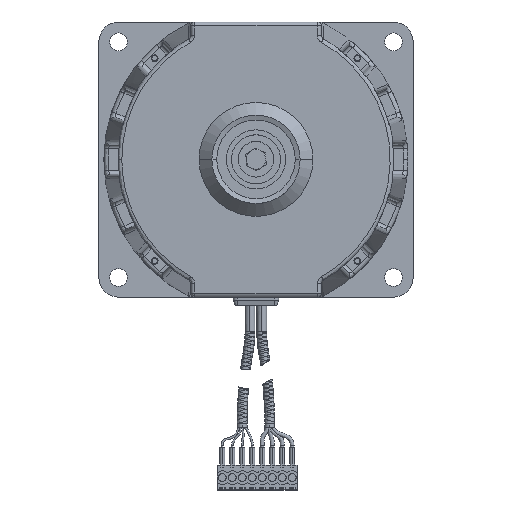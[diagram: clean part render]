
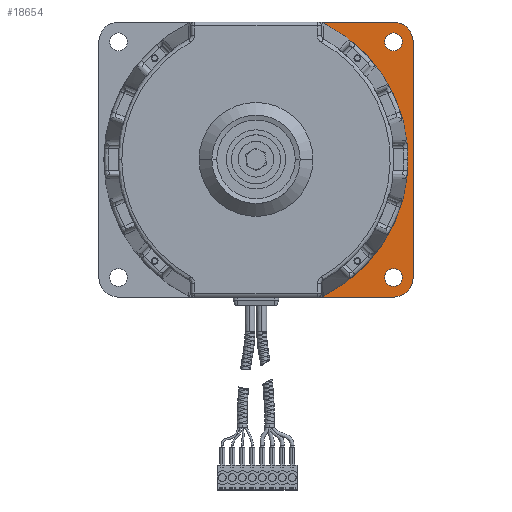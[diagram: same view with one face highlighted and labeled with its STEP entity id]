
A CAD part, top view. The second image highlights one B-rep face of the part: STEP entity #18654.
In plain terms, the highlighted planar face has unit normal (0, 0, 1).
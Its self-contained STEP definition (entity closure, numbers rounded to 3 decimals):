
#392 = CARTESIAN_POINT ( 'NONE',  ( 32.806, -70., 8. ) ) ;
#1073 = CIRCLE ( 'NONE', #36305, 4.5 ) ;
#1256 = VECTOR ( 'NONE', #63042, 1000. ) ;
#1330 = CIRCLE ( 'NONE', #9299, 4.5 ) ;
#1819 = EDGE_CURVE ( 'NONE', #37115, #40794, #38150, .T. ) ;
#1958 = DIRECTION ( 'NONE',  ( 0., 0., -1. ) ) ;
#2892 = DIRECTION ( 'NONE',  ( -1., 0., 0. ) ) ;
#3572 = VERTEX_POINT ( 'NONE', #10367 ) ;
#3870 = EDGE_LOOP ( 'NONE', ( #48456, #65108 ) ) ;
#4942 = CIRCLE ( 'NONE', #26002, 10. ) ;
#4947 = CARTESIAN_POINT ( 'NONE',  ( 70., 60., 8. ) ) ;
#5276 = AXIS2_PLACEMENT_3D ( 'NONE', #24796, #60171, #29916 ) ;
#7682 = ORIENTED_EDGE ( 'NONE', *, *, #29837, .T. ) ;
#8422 = DIRECTION ( 'NONE',  ( 0., 0., -1. ) ) ;
#8459 = CARTESIAN_POINT ( 'NONE',  ( 74.5, -60., 8. ) ) ;
#8783 = DIRECTION ( 'NONE',  ( 0., 0., -1. ) ) ;
#9159 = AXIS2_PLACEMENT_3D ( 'NONE', #43998, #13715, #49066 ) ;
#9177 = ORIENTED_EDGE ( 'NONE', *, *, #29243, .T. ) ;
#9299 = AXIS2_PLACEMENT_3D ( 'NONE', #16474, #51794, #21564 ) ;
#10036 = DIRECTION ( 'NONE',  ( -1., 0., 0. ) ) ;
#10337 = AXIS2_PLACEMENT_3D ( 'NONE', #12946, #48313, #18073 ) ;
#10367 = CARTESIAN_POINT ( 'NONE',  ( 33.675, -69.801, 8. ) ) ;
#10462 = DIRECTION ( 'NONE',  ( 0., 0., -1. ) ) ;
#10796 = CARTESIAN_POINT ( 'NONE',  ( 80., -60., 8. ) ) ;
#10892 = CARTESIAN_POINT ( 'NONE',  ( 70., 70., 8. ) ) ;
#11421 = FACE_BOUND ( 'NONE', #18580, .T. ) ;
#11691 = CARTESIAN_POINT ( 'NONE',  ( -70., -70., 8. ) ) ;
#12260 = CARTESIAN_POINT ( 'NONE',  ( 65.5, -60., 8. ) ) ;
#12336 = VERTEX_POINT ( 'NONE', #56307 ) ;
#12946 = CARTESIAN_POINT ( 'NONE',  ( 32.523, -70., 8. ) ) ;
#13326 = VERTEX_POINT ( 'NONE', #27708 ) ;
#13467 = VECTOR ( 'NONE', #2892, 1000. ) ;
#13715 = DIRECTION ( 'NONE',  ( 0., 0., -1. ) ) ;
#14893 = EDGE_CURVE ( 'NONE', #13326, #65424, #34184, .T. ) ;
#16474 = CARTESIAN_POINT ( 'NONE',  ( 70., 60., 8. ) ) ;
#16768 = CARTESIAN_POINT ( 'NONE',  ( 70., -70., 8. ) ) ;
#18073 = DIRECTION ( 'NONE',  ( 1., 0., 0. ) ) ;
#18294 = DIRECTION ( 'NONE',  ( 0., 0., -1. ) ) ;
#18391 = ORIENTED_EDGE ( 'NONE', *, *, #1819, .T. ) ;
#18580 = EDGE_LOOP ( 'NONE', ( #60734, #7682 ) ) ;
#18591 = EDGE_LOOP ( 'NONE', ( #18391, #43115, #27255, #44242, #34897, #20040, #9177, #30680 ) ) ;
#18654 = ADVANCED_FACE ( 'NONE', ( #24866, #11421, #63646 ), #58268, .T. ) ;
#18892 = EDGE_CURVE ( 'NONE', #3572, #37115, #33520, .T. ) ;
#20040 = ORIENTED_EDGE ( 'NONE', *, *, #14893, .T. ) ;
#21229 = EDGE_CURVE ( 'NONE', #43109, #12336, #1330, .T. ) ;
#21564 = DIRECTION ( 'NONE',  ( -1., 0., 0. ) ) ;
#21842 = AXIS2_PLACEMENT_3D ( 'NONE', #38660, #8422, #43774 ) ;
#21949 = AXIS2_PLACEMENT_3D ( 'NONE', #39024, #8783, #44129 ) ;
#22602 = CARTESIAN_POINT ( 'NONE',  ( 80., 60., 8. ) ) ;
#22730 = CIRCLE ( 'NONE', #33749, 77.5 ) ;
#23915 = CARTESIAN_POINT ( 'NONE',  ( 80., 60., 8. ) ) ;
#24796 = CARTESIAN_POINT ( 'NONE',  ( 32.806, 68., 8. ) ) ;
#24866 = FACE_OUTER_BOUND ( 'NONE', #18591, .T. ) ;
#26002 = AXIS2_PLACEMENT_3D ( 'NONE', #32294, #1958, #37338 ) ;
#26922 = LINE ( 'NONE', #48007, #13467 ) ;
#27255 = ORIENTED_EDGE ( 'NONE', *, *, #47329, .T. ) ;
#27708 = CARTESIAN_POINT ( 'NONE',  ( 32.806, 70., 8. ) ) ;
#28355 = VERTEX_POINT ( 'NONE', #10892 ) ;
#29243 = EDGE_CURVE ( 'NONE', #65424, #3572, #22730, .T. ) ;
#29439 = AXIS2_PLACEMENT_3D ( 'NONE', #40729, #10462, #45826 ) ;
#29837 = EDGE_CURVE ( 'NONE', #52460, #38488, #52635, .T. ) ;
#29916 = DIRECTION ( 'NONE',  ( 0., 1., 0. ) ) ;
#30680 = ORIENTED_EDGE ( 'NONE', *, *, #18892, .T. ) ;
#32294 = CARTESIAN_POINT ( 'NONE',  ( 70., 60., 8. ) ) ;
#33520 = CIRCLE ( 'NONE', #29439, 2. ) ;
#33749 = AXIS2_PLACEMENT_3D ( 'NONE', #48525, #18294, #53600 ) ;
#33879 = EDGE_CURVE ( 'NONE', #28355, #35572, #4942, .T. ) ;
#34184 = CIRCLE ( 'NONE', #5276, 2. ) ;
#34750 = EDGE_CURVE ( 'NONE', #28355, #13326, #26922, .T. ) ;
#34849 = EDGE_CURVE ( 'NONE', #38488, #52460, #56089, .T. ) ;
#34897 = ORIENTED_EDGE ( 'NONE', *, *, #34750, .T. ) ;
#35572 = VERTEX_POINT ( 'NONE', #23915 ) ;
#36305 = AXIS2_PLACEMENT_3D ( 'NONE', #4947, #40286, #10036 ) ;
#37115 = VERTEX_POINT ( 'NONE', #392 ) ;
#37338 = DIRECTION ( 'NONE',  ( -1., 0., 0. ) ) ;
#38150 = LINE ( 'NONE', #11691, #51577 ) ;
#38488 = VERTEX_POINT ( 'NONE', #12260 ) ;
#38660 = CARTESIAN_POINT ( 'NONE',  ( 70., -60., 8. ) ) ;
#39024 = CARTESIAN_POINT ( 'NONE',  ( 70., -60., 8. ) ) ;
#40286 = DIRECTION ( 'NONE',  ( 0., 0., -1. ) ) ;
#40424 = EDGE_CURVE ( 'NONE', #41351, #40794, #41218, .T. ) ;
#40729 = CARTESIAN_POINT ( 'NONE',  ( 32.806, -68., 8. ) ) ;
#40794 = VERTEX_POINT ( 'NONE', #16768 ) ;
#41218 = CIRCLE ( 'NONE', #21842, 10. ) ;
#41351 = VERTEX_POINT ( 'NONE', #10796 ) ;
#43109 = VERTEX_POINT ( 'NONE', #60271 ) ;
#43115 = ORIENTED_EDGE ( 'NONE', *, *, #40424, .F. ) ;
#43774 = DIRECTION ( 'NONE',  ( -1., 0., 0. ) ) ;
#43998 = CARTESIAN_POINT ( 'NONE',  ( 70., -60., 8. ) ) ;
#44129 = DIRECTION ( 'NONE',  ( -1., 0., 0. ) ) ;
#44242 = ORIENTED_EDGE ( 'NONE', *, *, #33879, .F. ) ;
#45826 = DIRECTION ( 'NONE',  ( 0., 1., 0. ) ) ;
#47329 = EDGE_CURVE ( 'NONE', #41351, #35572, #65329, .T. ) ;
#48007 = CARTESIAN_POINT ( 'NONE',  ( -70., 70., 8. ) ) ;
#48313 = DIRECTION ( 'NONE',  ( 0., 0., 1. ) ) ;
#48456 = ORIENTED_EDGE ( 'NONE', *, *, #48494, .T. ) ;
#48494 = EDGE_CURVE ( 'NONE', #12336, #43109, #1073, .T. ) ;
#48525 = CARTESIAN_POINT ( 'NONE',  ( 0., 0., 8. ) ) ;
#49066 = DIRECTION ( 'NONE',  ( -1., 0., 0. ) ) ;
#51577 = VECTOR ( 'NONE', #52130, 1000. ) ;
#51794 = DIRECTION ( 'NONE',  ( 0., 0., -1. ) ) ;
#52130 = DIRECTION ( 'NONE',  ( 1., 0., 0. ) ) ;
#52460 = VERTEX_POINT ( 'NONE', #8459 ) ;
#52635 = CIRCLE ( 'NONE', #21949, 4.5 ) ;
#53600 = DIRECTION ( 'NONE',  ( -1., 0., 0. ) ) ;
#56089 = CIRCLE ( 'NONE', #9159, 4.5 ) ;
#56307 = CARTESIAN_POINT ( 'NONE',  ( 65.5, 60., 8. ) ) ;
#58268 = PLANE ( 'NONE',  #10337 ) ;
#60171 = DIRECTION ( 'NONE',  ( 0., 0., -1. ) ) ;
#60271 = CARTESIAN_POINT ( 'NONE',  ( 74.5, 60., 8. ) ) ;
#60734 = ORIENTED_EDGE ( 'NONE', *, *, #34849, .T. ) ;
#63042 = DIRECTION ( 'NONE',  ( 0., 1., 0. ) ) ;
#63646 = FACE_BOUND ( 'NONE', #3870, .T. ) ;
#65038 = CARTESIAN_POINT ( 'NONE',  ( 33.675, 69.801, 8. ) ) ;
#65108 = ORIENTED_EDGE ( 'NONE', *, *, #21229, .T. ) ;
#65329 = LINE ( 'NONE', #22602, #1256 ) ;
#65424 = VERTEX_POINT ( 'NONE', #65038 ) ;
